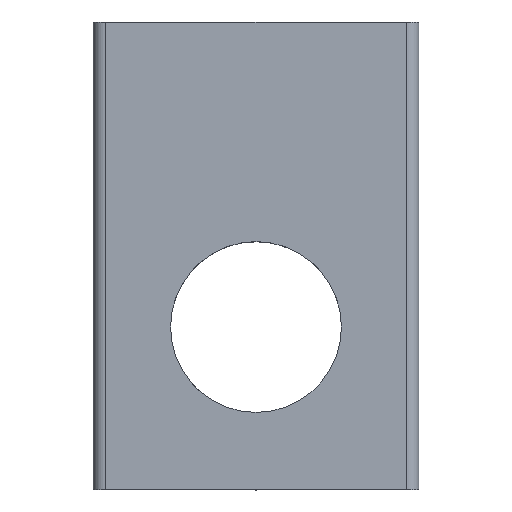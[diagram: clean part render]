
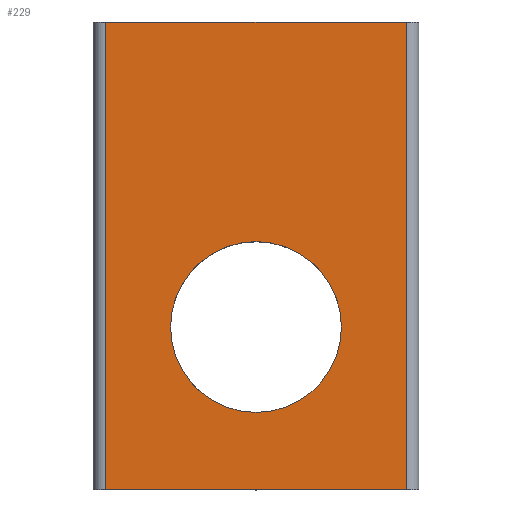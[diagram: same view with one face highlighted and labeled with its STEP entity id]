
A CAD part, top view. The second image highlights one B-rep face of the part: STEP entity #229.
In plain terms, the highlighted planar face has unit normal (0, 0, 1).
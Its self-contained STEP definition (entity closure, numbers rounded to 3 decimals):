
#1 = CARTESIAN_POINT ( 'NONE',  ( 0., 0., 0. ) ) ;
#2 = FACE_OUTER_BOUND ( 'NONE', #17, .T. ) ;
#9 = AXIS2_PLACEMENT_3D ( 'NONE', #1, #286, #46 ) ;
#11 = DIRECTION ( 'NONE',  ( 1., 0., 0. ) ) ;
#17 = EDGE_LOOP ( 'NONE', ( #253, #277, #491, #291 ) ) ;
#32 = VECTOR ( 'NONE', #474, 1000. ) ;
#46 = DIRECTION ( 'NONE',  ( 1., 0., 0. ) ) ;
#84 = VERTEX_POINT ( 'NONE', #404 ) ;
#92 = ORIENTED_EDGE ( 'NONE', *, *, #403, .T. ) ;
#106 = CARTESIAN_POINT ( 'NONE',  ( -2.1, 0., 0. ) ) ;
#120 = CARTESIAN_POINT ( 'NONE',  ( -3.7, 7.5, 0. ) ) ;
#122 = VERTEX_POINT ( 'NONE', #120 ) ;
#129 = VERTEX_POINT ( 'NONE', #154 ) ;
#133 = VERTEX_POINT ( 'NONE', #563 ) ;
#144 = EDGE_CURVE ( 'NONE', #84, #122, #590, .T. ) ;
#146 = CARTESIAN_POINT ( 'NONE',  ( -3.7, 7.5, 0. ) ) ;
#148 = CARTESIAN_POINT ( 'NONE',  ( 3.7, 7.5, 0. ) ) ;
#154 = CARTESIAN_POINT ( 'NONE',  ( 3.7, -4., 0. ) ) ;
#168 = VERTEX_POINT ( 'NONE', #106 ) ;
#178 = VERTEX_POINT ( 'NONE', #519 ) ;
#183 = EDGE_CURVE ( 'NONE', #129, #84, #262, .T. ) ;
#185 = ORIENTED_EDGE ( 'NONE', *, *, #443, .T. ) ;
#187 = PLANE ( 'NONE',  #248 ) ;
#218 = VECTOR ( 'NONE', #304, 1000. ) ;
#225 = LINE ( 'NONE', #389, #427 ) ;
#229 = ADVANCED_FACE ( 'NONE', ( #2, #439 ), #187, .T. ) ;
#248 = AXIS2_PLACEMENT_3D ( 'NONE', #299, #517, #11 ) ;
#253 = ORIENTED_EDGE ( 'NONE', *, *, #279, .T. ) ;
#257 = EDGE_CURVE ( 'NONE', #122, #178, #308, .T. ) ;
#262 = LINE ( 'NONE', #148, #32 ) ;
#277 = ORIENTED_EDGE ( 'NONE', *, *, #183, .T. ) ;
#279 = EDGE_CURVE ( 'NONE', #178, #129, #225, .T. ) ;
#280 = DIRECTION ( 'NONE',  ( 0., 0., -1. ) ) ;
#286 = DIRECTION ( 'NONE',  ( 0., 0., -1. ) ) ;
#291 = ORIENTED_EDGE ( 'NONE', *, *, #257, .T. ) ;
#296 = DIRECTION ( 'NONE',  ( -1., 0., 0. ) ) ;
#299 = CARTESIAN_POINT ( 'NONE',  ( 0., 7.5, 0. ) ) ;
#304 = DIRECTION ( 'NONE',  ( 0., -1., 0. ) ) ;
#308 = LINE ( 'NONE', #146, #218 ) ;
#345 = CARTESIAN_POINT ( 'NONE',  ( 0., 7.5, 0. ) ) ;
#376 = DIRECTION ( 'NONE',  ( 1., 0., 0. ) ) ;
#389 = CARTESIAN_POINT ( 'NONE',  ( 0., -4., 0. ) ) ;
#402 = CIRCLE ( 'NONE', #9, 2.1 ) ;
#403 = EDGE_CURVE ( 'NONE', #168, #133, #564, .T. ) ;
#404 = CARTESIAN_POINT ( 'NONE',  ( 3.7, 7.5, 0. ) ) ;
#427 = VECTOR ( 'NONE', #565, 1000. ) ;
#439 = FACE_BOUND ( 'NONE', #484, .T. ) ;
#443 = EDGE_CURVE ( 'NONE', #133, #168, #402, .T. ) ;
#471 = VECTOR ( 'NONE', #296, 1000. ) ;
#474 = DIRECTION ( 'NONE',  ( 0., 1., 0. ) ) ;
#484 = EDGE_LOOP ( 'NONE', ( #185, #92 ) ) ;
#491 = ORIENTED_EDGE ( 'NONE', *, *, #144, .T. ) ;
#510 = CARTESIAN_POINT ( 'NONE',  ( 0., 0., 0. ) ) ;
#517 = DIRECTION ( 'NONE',  ( 0., 0., 1. ) ) ;
#519 = CARTESIAN_POINT ( 'NONE',  ( -3.7, -4., 0. ) ) ;
#563 = CARTESIAN_POINT ( 'NONE',  ( 2.1, 0., 0. ) ) ;
#564 = CIRCLE ( 'NONE', #588, 2.1 ) ;
#565 = DIRECTION ( 'NONE',  ( 1., 0., 0. ) ) ;
#588 = AXIS2_PLACEMENT_3D ( 'NONE', #510, #280, #376 ) ;
#590 = LINE ( 'NONE', #345, #471 ) ;
